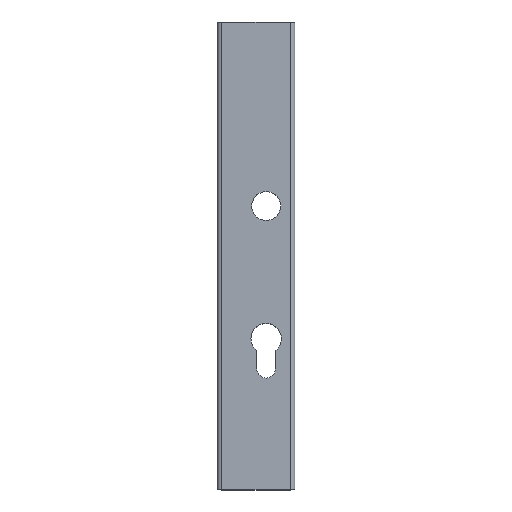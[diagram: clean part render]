
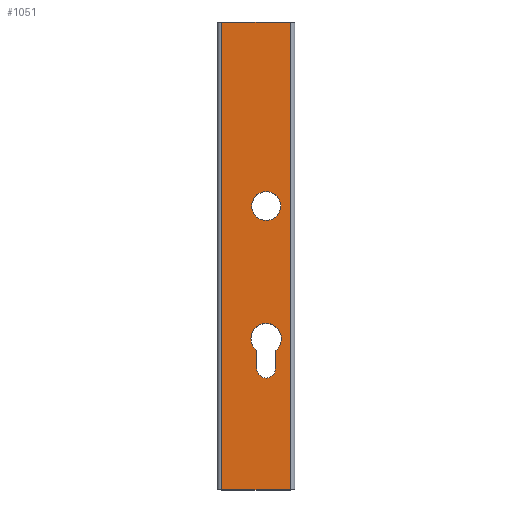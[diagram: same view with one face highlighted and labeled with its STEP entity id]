
A CAD part, top view. The second image highlights one B-rep face of the part: STEP entity #1051.
In plain terms, the highlighted planar face has unit normal (0, 0, 1).
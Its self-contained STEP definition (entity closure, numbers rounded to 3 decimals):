
#11 = DIRECTION ( 'NONE',  ( 0., 0., 1. ) ) ;
#27 = EDGE_CURVE ( 'NONE', #488, #1459, #135, .T. ) ;
#61 = CARTESIAN_POINT ( 'NONE',  ( 22., 0., 15. ) ) ;
#68 = CARTESIAN_POINT ( 'NONE',  ( 6.5, 182., 15. ) ) ;
#84 = CIRCLE ( 'NONE', #679, 9.75 ) ;
#95 = EDGE_LOOP ( 'NONE', ( #392, #1497, #1134, #867, #302, #126 ) ) ;
#126 = ORIENTED_EDGE ( 'NONE', *, *, #699, .F. ) ;
#128 = CARTESIAN_POINT ( 'NONE',  ( -2.75, 182., 15. ) ) ;
#130 = EDGE_CURVE ( 'NONE', #1123, #887, #687, .T. ) ;
#135 = LINE ( 'NONE', #609, #1313 ) ;
#168 = LINE ( 'NONE', #962, #1060 ) ;
#172 = EDGE_CURVE ( 'NONE', #488, #1174, #1130, .T. ) ;
#173 = VERTEX_POINT ( 'NONE', #61 ) ;
#200 = CARTESIAN_POINT ( 'NONE',  ( -3.25, 97., 15. ) ) ;
#222 = VERTEX_POINT ( 'NONE', #332 ) ;
#242 = EDGE_LOOP ( 'NONE', ( #1398, #830, #1244, #1381 ) ) ;
#294 = DIRECTION ( 'NONE',  ( 0., -1., 0. ) ) ;
#302 = ORIENTED_EDGE ( 'NONE', *, *, #774, .F. ) ;
#332 = CARTESIAN_POINT ( 'NONE',  ( 16.25, 97., 15. ) ) ;
#335 = CARTESIAN_POINT ( 'NONE',  ( 15.75, 182., 15. ) ) ;
#376 = EDGE_CURVE ( 'NONE', #1459, #173, #616, .T. ) ;
#382 = DIRECTION ( 'NONE',  ( 0., -1., 0. ) ) ;
#392 = ORIENTED_EDGE ( 'NONE', *, *, #1167, .F. ) ;
#395 = VECTOR ( 'NONE', #458, 1000. ) ;
#403 = DIRECTION ( 'NONE',  ( 0., 0., 1. ) ) ;
#414 = CIRCLE ( 'NONE', #1091, 6. ) ;
#415 = AXIS2_PLACEMENT_3D ( 'NONE', #417, #884, #1340 ) ;
#417 = CARTESIAN_POINT ( 'NONE',  ( 6.5, 97., 15. ) ) ;
#430 = CARTESIAN_POINT ( 'NONE',  ( 6.5, 77.75, 15. ) ) ;
#458 = DIRECTION ( 'NONE',  ( 1., 0., 0. ) ) ;
#485 = DIRECTION ( 'NONE',  ( -1., 0., 0. ) ) ;
#488 = VERTEX_POINT ( 'NONE', #1397 ) ;
#520 = DIRECTION ( 'NONE',  ( 0., 1., 0. ) ) ;
#546 = VERTEX_POINT ( 'NONE', #865 ) ;
#557 = AXIS2_PLACEMENT_3D ( 'NONE', #656, #1111, #1227 ) ;
#560 = AXIS2_PLACEMENT_3D ( 'NONE', #1284, #1495, #485 ) ;
#591 = AXIS2_PLACEMENT_3D ( 'NONE', #780, #1457, #1331 ) ;
#601 = FACE_BOUND ( 'NONE', #1415, .T. ) ;
#609 = CARTESIAN_POINT ( 'NONE',  ( -22., 300., 15. ) ) ;
#616 = LINE ( 'NONE', #1293, #1172 ) ;
#633 = EDGE_CURVE ( 'NONE', #1276, #1161, #414, .T. ) ;
#656 = CARTESIAN_POINT ( 'NONE',  ( 6.5, 97., 15. ) ) ;
#665 = ORIENTED_EDGE ( 'NONE', *, *, #1329, .F. ) ;
#679 = AXIS2_PLACEMENT_3D ( 'NONE', #1503, #11, #1062 ) ;
#687 = CIRCLE ( 'NONE', #591, 9.25 ) ;
#699 = EDGE_CURVE ( 'NONE', #1082, #222, #995, .T. ) ;
#702 = LINE ( 'NONE', #939, #1233 ) ;
#732 = DIRECTION ( 'NONE',  ( 1., 0., 0. ) ) ;
#774 = EDGE_CURVE ( 'NONE', #222, #813, #1309, .T. ) ;
#780 = CARTESIAN_POINT ( 'NONE',  ( 6.5, 182., 15. ) ) ;
#811 = FACE_BOUND ( 'NONE', #95, .T. ) ;
#813 = VERTEX_POINT ( 'NONE', #200 ) ;
#830 = ORIENTED_EDGE ( 'NONE', *, *, #376, .F. ) ;
#861 = VECTOR ( 'NONE', #294, 1000. ) ;
#865 = CARTESIAN_POINT ( 'NONE',  ( 0.5, 89.315, 15. ) ) ;
#867 = ORIENTED_EDGE ( 'NONE', *, *, #1132, .F. ) ;
#869 = CARTESIAN_POINT ( 'NONE',  ( -22., 0., 15. ) ) ;
#884 = DIRECTION ( 'NONE',  ( 0., 0., 1. ) ) ;
#887 = VERTEX_POINT ( 'NONE', #335 ) ;
#935 = LINE ( 'NONE', #1389, #395 ) ;
#939 = CARTESIAN_POINT ( 'NONE',  ( 0.5, 77.75, 15. ) ) ;
#947 = AXIS2_PLACEMENT_3D ( 'NONE', #68, #1469, #1229 ) ;
#962 = CARTESIAN_POINT ( 'NONE',  ( 12.5, 77.75, 15. ) ) ;
#969 = CARTESIAN_POINT ( 'NONE',  ( 0.5, 77.75, 15. ) ) ;
#988 = EDGE_CURVE ( 'NONE', #1174, #173, #935, .T. ) ;
#995 = CIRCLE ( 'NONE', #557, 9.75 ) ;
#1051 = ADVANCED_FACE ( 'NONE', ( #811, #601, #1270 ), #1292, .F. ) ;
#1060 = VECTOR ( 'NONE', #520, 1000. ) ;
#1062 = DIRECTION ( 'NONE',  ( 1., 0., 0. ) ) ;
#1082 = VERTEX_POINT ( 'NONE', #1402 ) ;
#1091 = AXIS2_PLACEMENT_3D ( 'NONE', #430, #403, #1437 ) ;
#1105 = EDGE_CURVE ( 'NONE', #546, #1276, #702, .T. ) ;
#1110 = CARTESIAN_POINT ( 'NONE',  ( -22., 300., 15. ) ) ;
#1111 = DIRECTION ( 'NONE',  ( 0., 0., 1. ) ) ;
#1123 = VERTEX_POINT ( 'NONE', #128 ) ;
#1130 = LINE ( 'NONE', #1110, #861 ) ;
#1132 = EDGE_CURVE ( 'NONE', #813, #546, #84, .T. ) ;
#1134 = ORIENTED_EDGE ( 'NONE', *, *, #1105, .F. ) ;
#1154 = ORIENTED_EDGE ( 'NONE', *, *, #130, .F. ) ;
#1161 = VERTEX_POINT ( 'NONE', #1300 ) ;
#1165 = CIRCLE ( 'NONE', #947, 9.25 ) ;
#1167 = EDGE_CURVE ( 'NONE', #1161, #1082, #168, .T. ) ;
#1172 = VECTOR ( 'NONE', #382, 1000. ) ;
#1174 = VERTEX_POINT ( 'NONE', #869 ) ;
#1182 = CARTESIAN_POINT ( 'NONE',  ( 22., 300., 15. ) ) ;
#1227 = DIRECTION ( 'NONE',  ( 1., 0., 0. ) ) ;
#1229 = DIRECTION ( 'NONE',  ( 1., 0., 0. ) ) ;
#1233 = VECTOR ( 'NONE', #1261, 1000. ) ;
#1244 = ORIENTED_EDGE ( 'NONE', *, *, #27, .F. ) ;
#1261 = DIRECTION ( 'NONE',  ( 0., -1., 0. ) ) ;
#1270 = FACE_OUTER_BOUND ( 'NONE', #242, .T. ) ;
#1276 = VERTEX_POINT ( 'NONE', #969 ) ;
#1284 = CARTESIAN_POINT ( 'NONE',  ( -22., 300., 15. ) ) ;
#1292 = PLANE ( 'NONE',  #560 ) ;
#1293 = CARTESIAN_POINT ( 'NONE',  ( 22., 300., 15. ) ) ;
#1300 = CARTESIAN_POINT ( 'NONE',  ( 12.5, 77.75, 15. ) ) ;
#1309 = CIRCLE ( 'NONE', #415, 9.75 ) ;
#1313 = VECTOR ( 'NONE', #732, 1000. ) ;
#1329 = EDGE_CURVE ( 'NONE', #887, #1123, #1165, .T. ) ;
#1331 = DIRECTION ( 'NONE',  ( 1., 0., 0. ) ) ;
#1340 = DIRECTION ( 'NONE',  ( 1., 0., 0. ) ) ;
#1381 = ORIENTED_EDGE ( 'NONE', *, *, #172, .T. ) ;
#1389 = CARTESIAN_POINT ( 'NONE',  ( -22., 0., 15. ) ) ;
#1397 = CARTESIAN_POINT ( 'NONE',  ( -22., 300., 15. ) ) ;
#1398 = ORIENTED_EDGE ( 'NONE', *, *, #988, .T. ) ;
#1402 = CARTESIAN_POINT ( 'NONE',  ( 12.5, 89.315, 15. ) ) ;
#1415 = EDGE_LOOP ( 'NONE', ( #665, #1154 ) ) ;
#1437 = DIRECTION ( 'NONE',  ( 1., 0., 0. ) ) ;
#1457 = DIRECTION ( 'NONE',  ( 0., 0., 1. ) ) ;
#1459 = VERTEX_POINT ( 'NONE', #1182 ) ;
#1469 = DIRECTION ( 'NONE',  ( 0., 0., 1. ) ) ;
#1495 = DIRECTION ( 'NONE',  ( 0., 0., -1. ) ) ;
#1497 = ORIENTED_EDGE ( 'NONE', *, *, #633, .F. ) ;
#1503 = CARTESIAN_POINT ( 'NONE',  ( 6.5, 97., 15. ) ) ;
